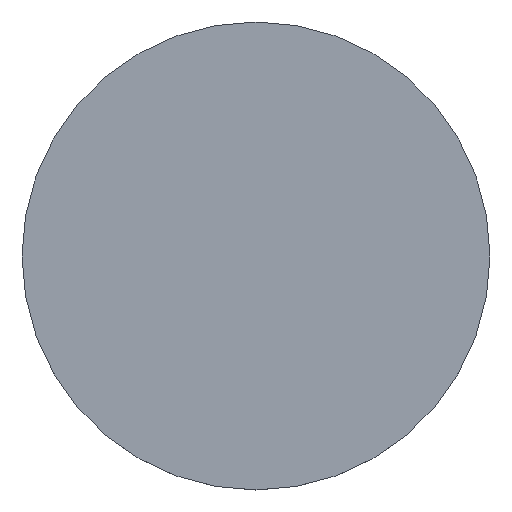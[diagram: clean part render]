
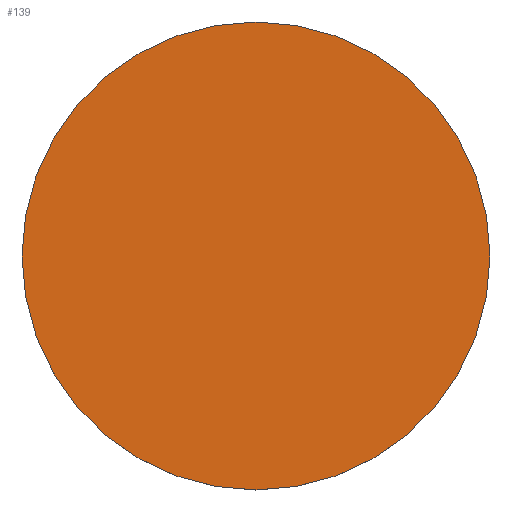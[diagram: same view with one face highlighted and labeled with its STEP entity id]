
A CAD part, top view. The second image highlights one B-rep face of the part: STEP entity #139.
In plain terms, the highlighted planar face has unit normal (0, 0, 1).
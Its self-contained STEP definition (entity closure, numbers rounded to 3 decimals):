
#12 = AXIS2_PLACEMENT_3D ( 'NONE', #156, #22, #168 ) ;
#18 = CARTESIAN_POINT ( 'NONE',  ( -25.4, 0., 1.52 ) ) ;
#22 = DIRECTION ( 'NONE',  ( 0., 0., 1. ) ) ;
#23 = DIRECTION ( 'NONE',  ( 0., 0., 1. ) ) ;
#31 = AXIS2_PLACEMENT_3D ( 'NONE', #47, #57, #83 ) ;
#33 = CARTESIAN_POINT ( 'NONE',  ( 0., 0., 1.52 ) ) ;
#40 = ORIENTED_EDGE ( 'NONE', *, *, #109, .T. ) ;
#47 = CARTESIAN_POINT ( 'NONE',  ( 0., 0., 1.52 ) ) ;
#57 = DIRECTION ( 'NONE',  ( 0., 0., 1. ) ) ;
#61 = CIRCLE ( 'NONE', #31, 25.4 ) ;
#72 = CARTESIAN_POINT ( 'NONE',  ( 25.4, 0., 1.52 ) ) ;
#81 = PLANE ( 'NONE',  #12 ) ;
#83 = DIRECTION ( 'NONE',  ( 1., 0., 0. ) ) ;
#89 = VERTEX_POINT ( 'NONE', #18 ) ;
#92 = ORIENTED_EDGE ( 'NONE', *, *, #131, .T. ) ;
#97 = FACE_OUTER_BOUND ( 'NONE', #133, .T. ) ;
#102 = AXIS2_PLACEMENT_3D ( 'NONE', #33, #23, #146 ) ;
#109 = EDGE_CURVE ( 'NONE', #89, #161, #61, .T. ) ;
#131 = EDGE_CURVE ( 'NONE', #161, #89, #152, .T. ) ;
#133 = EDGE_LOOP ( 'NONE', ( #40, #92 ) ) ;
#139 = ADVANCED_FACE ( 'NONE', ( #97 ), #81, .T. ) ;
#146 = DIRECTION ( 'NONE',  ( 1., 0., 0. ) ) ;
#152 = CIRCLE ( 'NONE', #102, 25.4 ) ;
#156 = CARTESIAN_POINT ( 'NONE',  ( 0., 0., 1.52 ) ) ;
#161 = VERTEX_POINT ( 'NONE', #72 ) ;
#168 = DIRECTION ( 'NONE',  ( 1., 0., 0. ) ) ;
